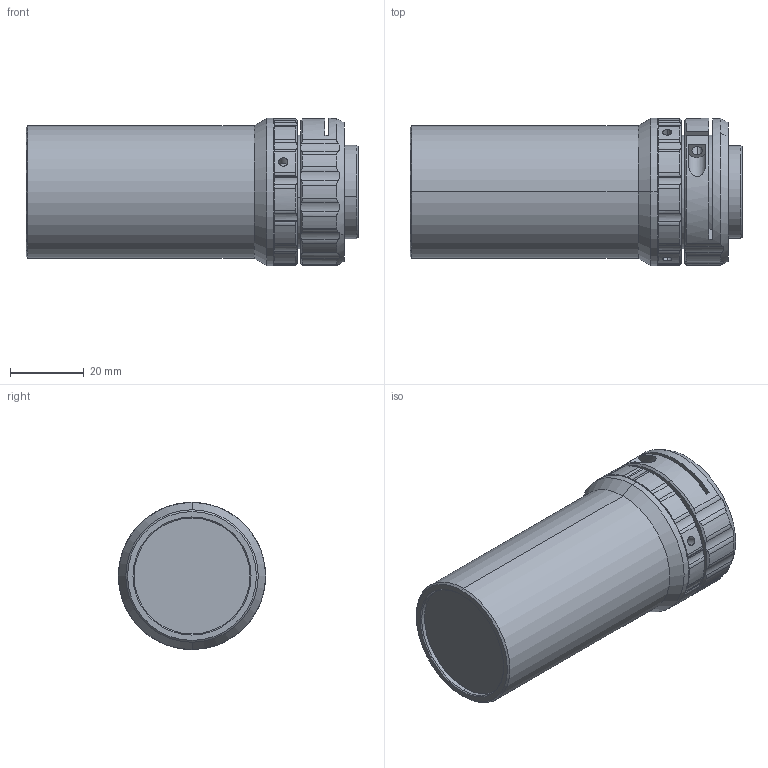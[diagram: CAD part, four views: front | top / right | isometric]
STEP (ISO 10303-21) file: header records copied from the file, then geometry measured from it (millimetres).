
FILE_DESCRIPTION (( 'STEP AP203' ), '1' );
FILE_NAME ('WWT121-04-227.STEP', '2022-05-18T02:42:14', ( '' ), ( '' ), 'SwSTEP 2.0', 'SolidWorks 2017', '' );
FILE_SCHEMA (( 'CONFIG_CONTROL_DESIGN' ));
Length unit declared in the file: millimetre
Products named in the file (1): WWT121-04-227
Bounding box: 90.25 x 40 x 40 mm (x, y, z)
Volume: 91919.3 mm3; surface area: 16564.3 mm2
Topology: 1 solids, 3 shells, 220 faces, 562 edges, 352 vertices
Faces by surface type: cylinder 119, cone 49, plane 48, torus 4
Entity records: 7409 total; most frequent: CARTESIAN_POINT 2007, DIRECTION 1146, ORIENTED_EDGE 1120, EDGE_CURVE 560, AXIS2_PLACEMENT_3D 487, VERTEX_POINT 352, CIRCLE 266, EDGE_LOOP 240
